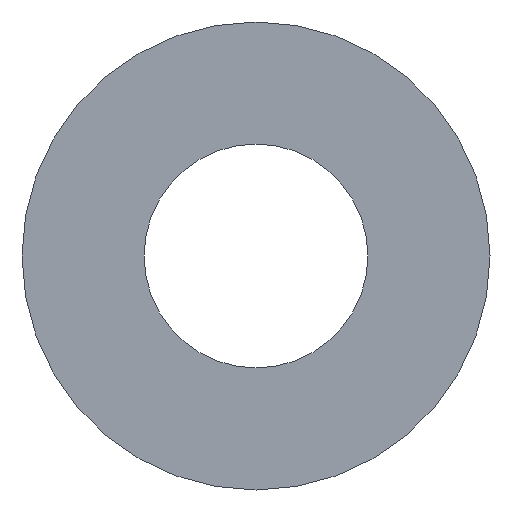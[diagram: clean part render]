
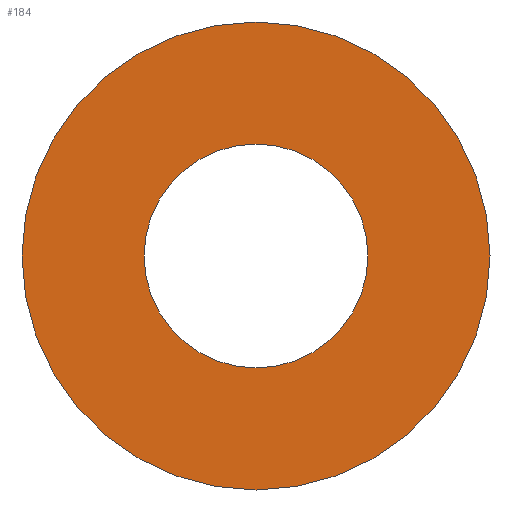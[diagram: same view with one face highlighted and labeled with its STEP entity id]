
A CAD part, front view. The second image highlights one B-rep face of the part: STEP entity #184.
In plain terms, the highlighted planar face has unit normal (0, -1, 0).
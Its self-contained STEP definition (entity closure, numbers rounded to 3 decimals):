
#8 = CARTESIAN_POINT ( 'NONE',  ( 0., 0., 0. ) ) ;
#11 = PLANE ( 'NONE',  #162 ) ;
#13 = CIRCLE ( 'NONE', #32, 2.75 ) ;
#19 = DIRECTION ( 'NONE',  ( 0., 0., 1. ) ) ;
#24 = CIRCLE ( 'NONE', #206, 2.75 ) ;
#27 = ORIENTED_EDGE ( 'NONE', *, *, #36, .F. ) ;
#32 = AXIS2_PLACEMENT_3D ( 'NONE', #121, #137, #197 ) ;
#36 = EDGE_CURVE ( 'NONE', #104, #85, #116, .T. ) ;
#39 = DIRECTION ( 'NONE',  ( 0., -1., 0. ) ) ;
#51 = CARTESIAN_POINT ( 'NONE',  ( 0., 0., 2.75 ) ) ;
#64 = CARTESIAN_POINT ( 'NONE',  ( 0., 0., 0. ) ) ;
#66 = ORIENTED_EDGE ( 'NONE', *, *, #130, .F. ) ;
#72 = EDGE_CURVE ( 'NONE', #214, #243, #24, .T. ) ;
#80 = DIRECTION ( 'NONE',  ( 0., 0., 1. ) ) ;
#83 = DIRECTION ( 'NONE',  ( 0., 1., 0. ) ) ;
#85 = VERTEX_POINT ( 'NONE', #215 ) ;
#104 = VERTEX_POINT ( 'NONE', #175 ) ;
#105 = FACE_OUTER_BOUND ( 'NONE', #201, .T. ) ;
#106 = CARTESIAN_POINT ( 'NONE',  ( 0., 0., 0. ) ) ;
#116 = CIRCLE ( 'NONE', #143, 5.75 ) ;
#121 = CARTESIAN_POINT ( 'NONE',  ( 0., 0., 0. ) ) ;
#130 = EDGE_CURVE ( 'NONE', #85, #104, #207, .T. ) ;
#133 = ORIENTED_EDGE ( 'NONE', *, *, #146, .F. ) ;
#134 = CARTESIAN_POINT ( 'NONE',  ( 0., 0., 0. ) ) ;
#137 = DIRECTION ( 'NONE',  ( 0., -1., 0. ) ) ;
#141 = FACE_BOUND ( 'NONE', #163, .T. ) ;
#143 = AXIS2_PLACEMENT_3D ( 'NONE', #106, #188, #154 ) ;
#146 = EDGE_CURVE ( 'NONE', #243, #214, #13, .T. ) ;
#154 = DIRECTION ( 'NONE',  ( 0., 0., 1. ) ) ;
#162 = AXIS2_PLACEMENT_3D ( 'NONE', #64, #83, #241 ) ;
#163 = EDGE_LOOP ( 'NONE', ( #169, #133 ) ) ;
#169 = ORIENTED_EDGE ( 'NONE', *, *, #72, .F. ) ;
#170 = DIRECTION ( 'NONE',  ( 0., 1., 0. ) ) ;
#175 = CARTESIAN_POINT ( 'NONE',  ( 0., 0., 5.75 ) ) ;
#184 = ADVANCED_FACE ( 'NONE', ( #141, #105 ), #11, .F. ) ;
#186 = AXIS2_PLACEMENT_3D ( 'NONE', #8, #170, #80 ) ;
#188 = DIRECTION ( 'NONE',  ( 0., 1., 0. ) ) ;
#197 = DIRECTION ( 'NONE',  ( 0., 0., 1. ) ) ;
#201 = EDGE_LOOP ( 'NONE', ( #66, #27 ) ) ;
#206 = AXIS2_PLACEMENT_3D ( 'NONE', #134, #39, #19 ) ;
#207 = CIRCLE ( 'NONE', #186, 5.75 ) ;
#214 = VERTEX_POINT ( 'NONE', #51 ) ;
#215 = CARTESIAN_POINT ( 'NONE',  ( 0., 0., -5.75 ) ) ;
#224 = CARTESIAN_POINT ( 'NONE',  ( 0., 0., -2.75 ) ) ;
#241 = DIRECTION ( 'NONE',  ( 0., 0., 1. ) ) ;
#243 = VERTEX_POINT ( 'NONE', #224 ) ;
